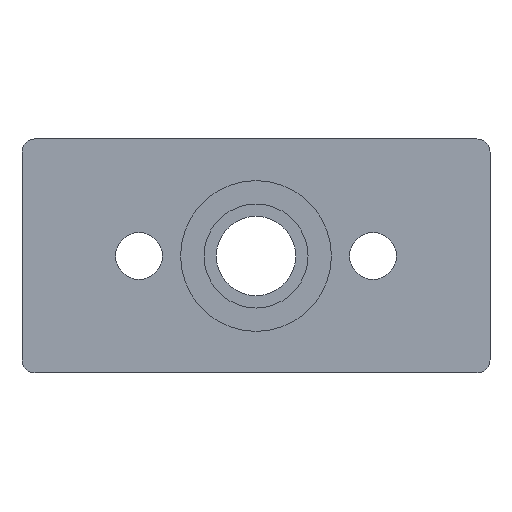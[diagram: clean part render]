
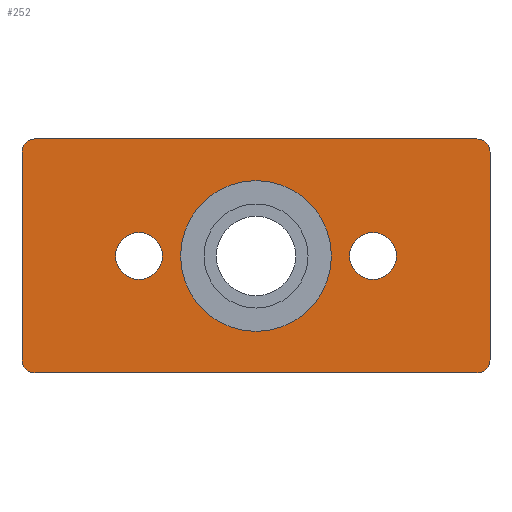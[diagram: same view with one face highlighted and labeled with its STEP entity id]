
A CAD part, front view. The second image highlights one B-rep face of the part: STEP entity #252.
In plain terms, the highlighted planar face has unit normal (0, -1, 0).
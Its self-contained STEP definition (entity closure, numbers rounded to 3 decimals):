
#52 = VERTEX_POINT ( 'NONE', #392 ) ;
#178 = VERTEX_POINT ( 'NONE', #496 ) ;
#188 = VERTEX_POINT ( 'NONE', #488 ) ;
#195 = EDGE_CURVE ( 'NONE', #188, #196, #533, .T. ) ;
#196 = VERTEX_POINT ( 'NONE', #528 ) ;
#197 = CARTESIAN_POINT ( 'NONE',  ( 22.5, 0., -4.5 ) ) ;
#202 = EDGE_CURVE ( 'NONE', #178, #52, #529, .T. ) ;
#251 = EDGE_CURVE ( 'NONE', #196, #188, #660, .T. ) ;
#252 = ADVANCED_FACE ( 'NONE', ( #655, #661, #659, #657 ), #648, .T. ) ;
#256 = ORIENTED_EDGE ( 'NONE', *, *, #265, .F. ) ;
#257 = EDGE_LOOP ( 'NONE', ( #270, #264 ) ) ;
#258 = ORIENTED_EDGE ( 'NONE', *, *, #266, .F. ) ;
#259 = EDGE_LOOP ( 'NONE', ( #260, #258 ) ) ;
#260 = ORIENTED_EDGE ( 'NONE', *, *, #891, .F. ) ;
#263 = VERTEX_POINT ( 'NONE', #643 ) ;
#264 = ORIENTED_EDGE ( 'NONE', *, *, #251, .F. ) ;
#265 = EDGE_CURVE ( 'NONE', #52, #178, #694, .T. ) ;
#266 = EDGE_CURVE ( 'NONE', #909, #905, #642, .T. ) ;
#267 = ORIENTED_EDGE ( 'NONE', *, *, #202, .F. ) ;
#269 = EDGE_LOOP ( 'NONE', ( #256, #267 ) ) ;
#270 = ORIENTED_EDGE ( 'NONE', *, *, #195, .F. ) ;
#272 = EDGE_LOOP ( 'NONE', ( #323, #321, #291, #298, #308, #311, #314, #288 ) ) ;
#287 = VERTEX_POINT ( 'NONE', #720 ) ;
#288 = ORIENTED_EDGE ( 'NONE', *, *, #297, .T. ) ;
#291 = ORIENTED_EDGE ( 'NONE', *, *, #300, .F. ) ;
#295 = VERTEX_POINT ( 'NONE', #712 ) ;
#296 = EDGE_CURVE ( 'NONE', #312, #295, #717, .T. ) ;
#297 = EDGE_CURVE ( 'NONE', #312, #318, #665, .T. ) ;
#298 = ORIENTED_EDGE ( 'NONE', *, *, #299, .T. ) ;
#299 = EDGE_CURVE ( 'NONE', #316, #315, #667, .T. ) ;
#300 = EDGE_CURVE ( 'NONE', #316, #263, #702, .T. ) ;
#308 = ORIENTED_EDGE ( 'NONE', *, *, #310, .F. ) ;
#309 = EDGE_CURVE ( 'NONE', #287, #295, #697, .T. ) ;
#310 = EDGE_CURVE ( 'NONE', #287, #315, #744, .T. ) ;
#311 = ORIENTED_EDGE ( 'NONE', *, *, #309, .T. ) ;
#312 = VERTEX_POINT ( 'NONE', #731 ) ;
#314 = ORIENTED_EDGE ( 'NONE', *, *, #296, .F. ) ;
#315 = VERTEX_POINT ( 'NONE', #705 ) ;
#316 = VERTEX_POINT ( 'NONE', #745 ) ;
#317 = VERTEX_POINT ( 'NONE', #740 ) ;
#318 = VERTEX_POINT ( 'NONE', #734 ) ;
#319 = EDGE_CURVE ( 'NONE', #317, #263, #728, .T. ) ;
#321 = ORIENTED_EDGE ( 'NONE', *, *, #319, .T. ) ;
#322 = EDGE_CURVE ( 'NONE', #317, #318, #730, .T. ) ;
#323 = ORIENTED_EDGE ( 'NONE', *, *, #322, .F. ) ;
#392 = CARTESIAN_POINT ( 'NONE',  ( 0., 0., -14.5 ) ) ;
#488 = CARTESIAN_POINT ( 'NONE',  ( -22.5, 0., 4.5 ) ) ;
#496 = CARTESIAN_POINT ( 'NONE',  ( 0., 0., 14.5 ) ) ;
#511 = DIRECTION ( 'NONE',  ( 0., 0., -1. ) ) ;
#512 = DIRECTION ( 'NONE',  ( 0., -1., 0. ) ) ;
#513 = CARTESIAN_POINT ( 'NONE',  ( 0., 0., 0. ) ) ;
#523 = DIRECTION ( 'NONE',  ( 0., 0., -1. ) ) ;
#524 = DIRECTION ( 'NONE',  ( 0., -1., 0. ) ) ;
#525 = CARTESIAN_POINT ( 'NONE',  ( -22.5, 0., 0. ) ) ;
#526 = AXIS2_PLACEMENT_3D ( 'NONE', #525, #524, #523 ) ;
#528 = CARTESIAN_POINT ( 'NONE',  ( -22.5, 0., -4.5 ) ) ;
#529 = CIRCLE ( 'NONE', #538, 14.5 ) ;
#533 = CIRCLE ( 'NONE', #526, 4.5 ) ;
#538 = AXIS2_PLACEMENT_3D ( 'NONE', #513, #512, #511 ) ;
#606 = CARTESIAN_POINT ( 'NONE',  ( 22.5, 0., 4.5 ) ) ;
#635 = CARTESIAN_POINT ( 'NONE',  ( 22.5, 0., 0. ) ) ;
#636 = AXIS2_PLACEMENT_3D ( 'NONE', #658, #692, #691 ) ;
#642 = CIRCLE ( 'NONE', #693, 4.5 ) ;
#643 = CARTESIAN_POINT ( 'NONE',  ( -42.5, 0., -22.5 ) ) ;
#644 = DIRECTION ( 'NONE',  ( 0., 0., -1. ) ) ;
#645 = DIRECTION ( 'NONE',  ( 0., -1., 0. ) ) ;
#646 = CARTESIAN_POINT ( 'NONE',  ( -45., 0., -22.5 ) ) ;
#647 = AXIS2_PLACEMENT_3D ( 'NONE', #646, #645, #644 ) ;
#648 = PLANE ( 'NONE',  #647 ) ;
#650 = DIRECTION ( 'NONE',  ( 0., 0., -1. ) ) ;
#651 = DIRECTION ( 'NONE',  ( 0., -1., 0. ) ) ;
#652 = CARTESIAN_POINT ( 'NONE',  ( -22.5, 0., 0. ) ) ;
#653 = AXIS2_PLACEMENT_3D ( 'NONE', #652, #651, #650 ) ;
#655 = FACE_BOUND ( 'NONE', #269, .T. ) ;
#657 = FACE_OUTER_BOUND ( 'NONE', #272, .T. ) ;
#658 = CARTESIAN_POINT ( 'NONE',  ( 0., 0., 0. ) ) ;
#659 = FACE_BOUND ( 'NONE', #259, .T. ) ;
#660 = CIRCLE ( 'NONE', #653, 4.5 ) ;
#661 = FACE_BOUND ( 'NONE', #257, .T. ) ;
#665 = CIRCLE ( 'NONE', #666, 2.5 ) ;
#666 = AXIS2_PLACEMENT_3D ( 'NONE', #711, #707, #706 ) ;
#667 = CIRCLE ( 'NONE', #700, 2.5 ) ;
#684 = DIRECTION ( 'NONE',  ( 0., 0., -1. ) ) ;
#685 = DIRECTION ( 'NONE',  ( 0., -1., 0. ) ) ;
#691 = DIRECTION ( 'NONE',  ( 0., 0., -1. ) ) ;
#692 = DIRECTION ( 'NONE',  ( 0., -1., 0. ) ) ;
#693 = AXIS2_PLACEMENT_3D ( 'NONE', #635, #685, #684 ) ;
#694 = CIRCLE ( 'NONE', #636, 14.5 ) ;
#695 = DIRECTION ( 'NONE',  ( -1., 0., 0. ) ) ;
#696 = VECTOR ( 'NONE', #695, 1000. ) ;
#697 = CIRCLE ( 'NONE', #738, 2.5 ) ;
#698 = DIRECTION ( 'NONE',  ( 0., 0., -1. ) ) ;
#699 = DIRECTION ( 'NONE',  ( 0., -1., 0. ) ) ;
#700 = AXIS2_PLACEMENT_3D ( 'NONE', #721, #699, #698 ) ;
#701 = CARTESIAN_POINT ( 'NONE',  ( -45., 0., -22.5 ) ) ;
#702 = LINE ( 'NONE', #701, #696 ) ;
#705 = CARTESIAN_POINT ( 'NONE',  ( 45., 0., -20. ) ) ;
#706 = DIRECTION ( 'NONE',  ( 0., 0., -1. ) ) ;
#707 = DIRECTION ( 'NONE',  ( 0., -1., 0. ) ) ;
#708 = DIRECTION ( 'NONE',  ( 1., 0., 0. ) ) ;
#709 = VECTOR ( 'NONE', #708, 1000. ) ;
#710 = CARTESIAN_POINT ( 'NONE',  ( -45., 0., 22.5 ) ) ;
#711 = CARTESIAN_POINT ( 'NONE',  ( -42.5, 0., 20. ) ) ;
#712 = CARTESIAN_POINT ( 'NONE',  ( 42.5, 0., 22.5 ) ) ;
#717 = LINE ( 'NONE', #710, #709 ) ;
#720 = CARTESIAN_POINT ( 'NONE',  ( 45., 0., 20. ) ) ;
#721 = CARTESIAN_POINT ( 'NONE',  ( 42.5, 0., -20. ) ) ;
#726 = CARTESIAN_POINT ( 'NONE',  ( -42.5, 0., -20. ) ) ;
#727 = AXIS2_PLACEMENT_3D ( 'NONE', #726, #787, #786 ) ;
#728 = CIRCLE ( 'NONE', #727, 2.5 ) ;
#730 = LINE ( 'NONE', #778, #777 ) ;
#731 = CARTESIAN_POINT ( 'NONE',  ( -42.5, 0., 22.5 ) ) ;
#732 = DIRECTION ( 'NONE',  ( 0., 0., -1. ) ) ;
#733 = VECTOR ( 'NONE', #732, 1000. ) ;
#734 = CARTESIAN_POINT ( 'NONE',  ( -45., 0., 20. ) ) ;
#735 = DIRECTION ( 'NONE',  ( 0., 0., -1. ) ) ;
#736 = DIRECTION ( 'NONE',  ( 0., -1., 0. ) ) ;
#737 = CARTESIAN_POINT ( 'NONE',  ( 42.5, 0., 20. ) ) ;
#738 = AXIS2_PLACEMENT_3D ( 'NONE', #737, #736, #735 ) ;
#739 = CARTESIAN_POINT ( 'NONE',  ( 45., 0., 22.5 ) ) ;
#740 = CARTESIAN_POINT ( 'NONE',  ( -45., 0., -20. ) ) ;
#744 = LINE ( 'NONE', #739, #733 ) ;
#745 = CARTESIAN_POINT ( 'NONE',  ( 42.5, 0., -22.5 ) ) ;
#776 = DIRECTION ( 'NONE',  ( 0., 0., 1. ) ) ;
#777 = VECTOR ( 'NONE', #776, 1000. ) ;
#778 = CARTESIAN_POINT ( 'NONE',  ( -45., 0., 22.5 ) ) ;
#786 = DIRECTION ( 'NONE',  ( 0., 0., -1. ) ) ;
#787 = DIRECTION ( 'NONE',  ( 0., -1., 0. ) ) ;
#861 = DIRECTION ( 'NONE',  ( 0., 0., -1. ) ) ;
#862 = DIRECTION ( 'NONE',  ( 0., -1., 0. ) ) ;
#867 = CARTESIAN_POINT ( 'NONE',  ( 22.5, 0., 0. ) ) ;
#868 = AXIS2_PLACEMENT_3D ( 'NONE', #867, #862, #861 ) ;
#869 = CIRCLE ( 'NONE', #868, 4.5 ) ;
#891 = EDGE_CURVE ( 'NONE', #905, #909, #869, .T. ) ;
#905 = VERTEX_POINT ( 'NONE', #606 ) ;
#909 = VERTEX_POINT ( 'NONE', #197 ) ;
